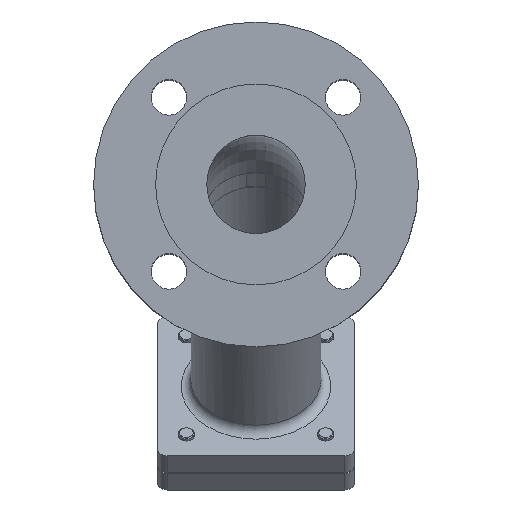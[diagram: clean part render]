
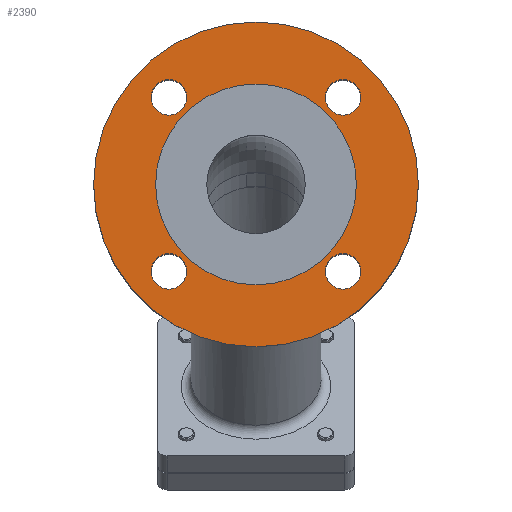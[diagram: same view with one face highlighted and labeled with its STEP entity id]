
A CAD part, top view. The second image highlights one B-rep face of the part: STEP entity #2390.
In plain terms, the highlighted planar face has unit normal (0, 0, 1).
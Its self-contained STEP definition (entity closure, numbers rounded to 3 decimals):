
#81=FACE_BOUND('',#804,.T.);
#82=FACE_BOUND('',#805,.T.);
#83=FACE_BOUND('',#806,.T.);
#84=FACE_BOUND('',#807,.T.);
#85=FACE_BOUND('',#808,.T.);
#537=PLANE('',#2649);
#646=FACE_OUTER_BOUND('',#803,.T.);
#803=EDGE_LOOP('',(#2150,#2151));
#804=EDGE_LOOP('',(#2152,#2153));
#805=EDGE_LOOP('',(#2154,#2155));
#806=EDGE_LOOP('',(#2156,#2157));
#807=EDGE_LOOP('',(#2158,#2159));
#808=EDGE_LOOP('',(#2160,#2161));
#936=CIRCLE('',#2647,82.5);
#937=CIRCLE('',#2648,82.5);
#938=CIRCLE('',#2650,9.);
#939=CIRCLE('',#2651,9.);
#940=CIRCLE('',#2652,9.);
#941=CIRCLE('',#2653,9.);
#942=CIRCLE('',#2654,9.);
#943=CIRCLE('',#2655,9.);
#944=CIRCLE('',#2656,9.);
#945=CIRCLE('',#2657,9.);
#946=CIRCLE('',#2658,51.);
#947=CIRCLE('',#2659,51.);
#1185=VERTEX_POINT('',#4194);
#1186=VERTEX_POINT('',#4196);
#1187=VERTEX_POINT('',#4200);
#1188=VERTEX_POINT('',#4201);
#1189=VERTEX_POINT('',#4204);
#1190=VERTEX_POINT('',#4205);
#1191=VERTEX_POINT('',#4208);
#1192=VERTEX_POINT('',#4209);
#1193=VERTEX_POINT('',#4212);
#1194=VERTEX_POINT('',#4213);
#1195=VERTEX_POINT('',#4216);
#1196=VERTEX_POINT('',#4217);
#1517=EDGE_CURVE('',#1185,#1186,#936,.T.);
#1518=EDGE_CURVE('',#1186,#1185,#937,.T.);
#1519=EDGE_CURVE('',#1187,#1188,#938,.T.);
#1520=EDGE_CURVE('',#1188,#1187,#939,.T.);
#1521=EDGE_CURVE('',#1189,#1190,#940,.T.);
#1522=EDGE_CURVE('',#1190,#1189,#941,.T.);
#1523=EDGE_CURVE('',#1191,#1192,#942,.T.);
#1524=EDGE_CURVE('',#1192,#1191,#943,.T.);
#1525=EDGE_CURVE('',#1193,#1194,#944,.T.);
#1526=EDGE_CURVE('',#1194,#1193,#945,.T.);
#1527=EDGE_CURVE('',#1195,#1196,#946,.T.);
#1528=EDGE_CURVE('',#1196,#1195,#947,.T.);
#2150=ORIENTED_EDGE('',*,*,#1518,.F.);
#2151=ORIENTED_EDGE('',*,*,#1517,.F.);
#2152=ORIENTED_EDGE('',*,*,#1519,.T.);
#2153=ORIENTED_EDGE('',*,*,#1520,.T.);
#2154=ORIENTED_EDGE('',*,*,#1521,.T.);
#2155=ORIENTED_EDGE('',*,*,#1522,.T.);
#2156=ORIENTED_EDGE('',*,*,#1523,.T.);
#2157=ORIENTED_EDGE('',*,*,#1524,.T.);
#2158=ORIENTED_EDGE('',*,*,#1525,.T.);
#2159=ORIENTED_EDGE('',*,*,#1526,.T.);
#2160=ORIENTED_EDGE('',*,*,#1527,.T.);
#2161=ORIENTED_EDGE('',*,*,#1528,.T.);
#2390=ADVANCED_FACE('',(#646,#81,#82,#83,#84,#85),#537,.T.);
#2647=AXIS2_PLACEMENT_3D('',#4197,#3292,#3293);
#2648=AXIS2_PLACEMENT_3D('',#4198,#3294,#3295);
#2649=AXIS2_PLACEMENT_3D('',#4199,#3296,#3297);
#2650=AXIS2_PLACEMENT_3D('',#4202,#3298,#3299);
#2651=AXIS2_PLACEMENT_3D('',#4203,#3300,#3301);
#2652=AXIS2_PLACEMENT_3D('',#4206,#3302,#3303);
#2653=AXIS2_PLACEMENT_3D('',#4207,#3304,#3305);
#2654=AXIS2_PLACEMENT_3D('',#4210,#3306,#3307);
#2655=AXIS2_PLACEMENT_3D('',#4211,#3308,#3309);
#2656=AXIS2_PLACEMENT_3D('',#4214,#3310,#3311);
#2657=AXIS2_PLACEMENT_3D('',#4215,#3312,#3313);
#2658=AXIS2_PLACEMENT_3D('',#4218,#3314,#3315);
#2659=AXIS2_PLACEMENT_3D('',#4219,#3316,#3317);
#3292=DIRECTION('center_axis',(0.,0.,-1.));
#3293=DIRECTION('ref_axis',(1.,0.,0.));
#3294=DIRECTION('center_axis',(0.,0.,-1.));
#3295=DIRECTION('ref_axis',(1.,0.,0.));
#3296=DIRECTION('center_axis',(0.,0.,1.));
#3297=DIRECTION('ref_axis',(1.,0.,0.));
#3298=DIRECTION('center_axis',(0.,0.,-1.));
#3299=DIRECTION('ref_axis',(0.,1.,0.));
#3300=DIRECTION('center_axis',(0.,0.,-1.));
#3301=DIRECTION('ref_axis',(0.,1.,0.));
#3302=DIRECTION('center_axis',(0.,0.,-1.));
#3303=DIRECTION('ref_axis',(-1.,0.,0.));
#3304=DIRECTION('center_axis',(0.,0.,-1.));
#3305=DIRECTION('ref_axis',(-1.,0.,0.));
#3306=DIRECTION('center_axis',(0.,0.,-1.));
#3307=DIRECTION('ref_axis',(0.,-1.,0.));
#3308=DIRECTION('center_axis',(0.,0.,-1.));
#3309=DIRECTION('ref_axis',(0.,-1.,0.));
#3310=DIRECTION('center_axis',(0.,0.,-1.));
#3311=DIRECTION('ref_axis',(1.,0.,0.));
#3312=DIRECTION('center_axis',(0.,0.,-1.));
#3313=DIRECTION('ref_axis',(1.,0.,0.));
#3314=DIRECTION('center_axis',(0.,0.,-1.));
#3315=DIRECTION('ref_axis',(1.,0.,0.));
#3316=DIRECTION('center_axis',(0.,0.,-1.));
#3317=DIRECTION('ref_axis',(1.,0.,0.));
#4194=CARTESIAN_POINT('',(0.,-82.5,112.));
#4196=CARTESIAN_POINT('',(0.,82.5,112.));
#4197=CARTESIAN_POINT('Origin',(0.,0.,112.));
#4198=CARTESIAN_POINT('Origin',(0.,0.,112.));
#4199=CARTESIAN_POINT('Origin',(0.,82.5,112.));
#4200=CARTESIAN_POINT('',(-44.194,53.194,112.));
#4201=CARTESIAN_POINT('',(-44.194,35.194,112.));
#4202=CARTESIAN_POINT('Origin',(-44.194,44.194,112.));
#4203=CARTESIAN_POINT('Origin',(-44.194,44.194,112.));
#4204=CARTESIAN_POINT('',(-53.194,-44.194,112.));
#4205=CARTESIAN_POINT('',(-35.194,-44.194,112.));
#4206=CARTESIAN_POINT('Origin',(-44.194,-44.194,112.));
#4207=CARTESIAN_POINT('Origin',(-44.194,-44.194,112.));
#4208=CARTESIAN_POINT('',(44.194,-53.194,112.));
#4209=CARTESIAN_POINT('',(44.194,-35.194,112.));
#4210=CARTESIAN_POINT('Origin',(44.194,-44.194,112.));
#4211=CARTESIAN_POINT('Origin',(44.194,-44.194,112.));
#4212=CARTESIAN_POINT('',(53.194,44.194,112.));
#4213=CARTESIAN_POINT('',(35.194,44.194,112.));
#4214=CARTESIAN_POINT('Origin',(44.194,44.194,112.));
#4215=CARTESIAN_POINT('Origin',(44.194,44.194,112.));
#4216=CARTESIAN_POINT('',(0.,51.,112.));
#4217=CARTESIAN_POINT('',(0.,-51.,112.));
#4218=CARTESIAN_POINT('Origin',(0.,0.,112.));
#4219=CARTESIAN_POINT('Origin',(0.,0.,112.));
